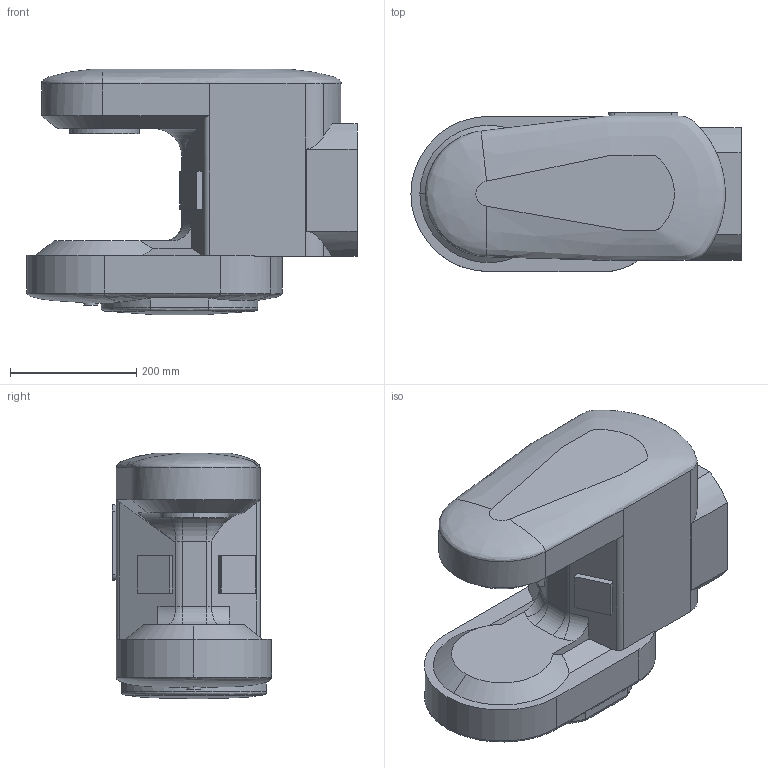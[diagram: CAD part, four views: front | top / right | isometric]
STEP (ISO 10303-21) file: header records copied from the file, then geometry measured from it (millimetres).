
FILE_DESCRIPTION (( 'STEP AP203' ), '1' );
FILE_NAME ('SMART-5 NJ-110-3.0_p08.STEP_Default_sldprt.STEP', '2024-04-24T11:32:22', ( '' ), ( '' ), 'SwSTEP 2.0', 'SolidWorks 2023', '' );
FILE_SCHEMA (( 'CONFIG_CONTROL_DESIGN' ));
Length unit declared in the file: millimetre
Products named in the file (1): SMART-5 NJ-110-3.0_p08.STEP_Default_sldprt
Bounding box: 523 x 252 x 388.79 mm (x, y, z)
Volume: 28076893.2 mm3; surface area: 687156 mm2
Topology: 1 solids, 1 shells, 108 faces, 285 edges, 187 vertices
Faces by surface type: plane 47, cylinder 41, bspline 13, torus 4, cone 3
Entity records: 6738 total; most frequent: CARTESIAN_POINT 4115, ORIENTED_EDGE 570, DIRECTION 475, EDGE_CURVE 285, VERTEX_POINT 187, AXIS2_PLACEMENT_3D 167, VECTOR 141, LINE 141
